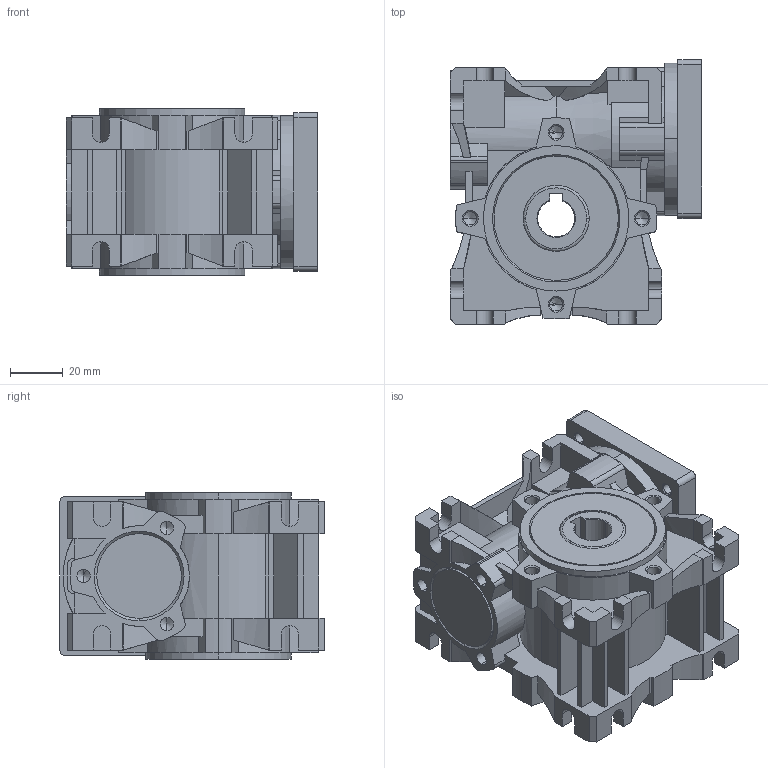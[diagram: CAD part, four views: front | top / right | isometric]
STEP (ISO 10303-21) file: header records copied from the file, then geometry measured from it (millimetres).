
FILE_DESCRIPTION (( 'STEP AP214' ), '1' );
FILE_NAME ('NMRV30-G5-D11.STEP', '2024-02-28T05:44:07', ( '' ), ( '' ), 'SwSTEP 2.0', 'SolidWorks 2023', '' );
FILE_SCHEMA (( 'AUTOMOTIVE_DESIGN' ));
Length unit declared in the file: millimetre
Products named in the file (1): NMRV30-G5-D11
Bounding box: 95 x 100 x 63 mm (x, y, z)
Volume: 317313.4 mm3; surface area: 89371.2 mm2
Topology: 4 solids, 4 shells, 845 faces, 2314 edges, 1482 vertices
Faces by surface type: plane 448, cylinder 302, cone 89, bspline 6
Entity records: 27133 total; most frequent: CARTESIAN_POINT 5511, ORIENTED_EDGE 4568, DIRECTION 4519, EDGE_CURVE 2284, AXIS2_PLACEMENT_3D 1542, VERTEX_POINT 1482, VECTOR 1435, LINE 1435
